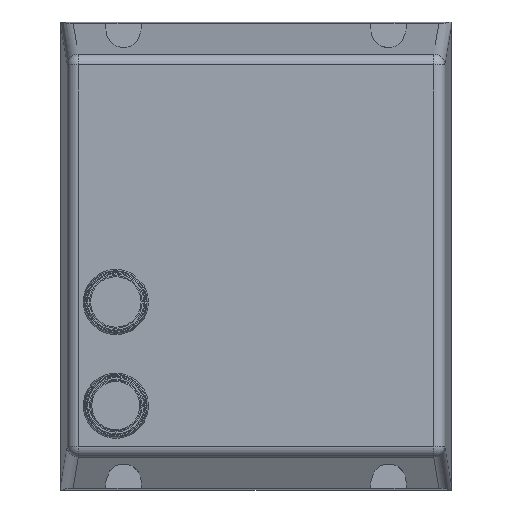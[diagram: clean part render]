
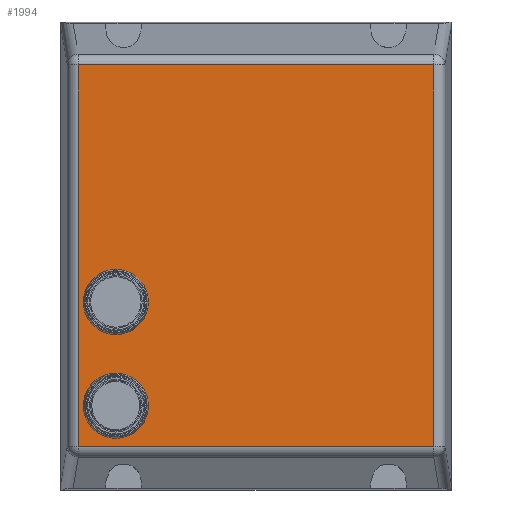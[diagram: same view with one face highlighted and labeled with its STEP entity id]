
A CAD part, top view. The second image highlights one B-rep face of the part: STEP entity #1994.
In plain terms, the highlighted planar face has unit normal (0, 0, 1).
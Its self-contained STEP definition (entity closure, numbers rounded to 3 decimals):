
#1955=CARTESIAN_POINT('',(-1.,-90.423,151.5));
#1956=DIRECTION('',(0.0,0.0,1.0));
#1957=DIRECTION('',(1.0,0.0,0.0));
#1958=AXIS2_PLACEMENT_3D('',#1955,#1956,#1957);
#1959=PLANE('',#1958);
#1960=CARTESIAN_POINT('',(168.029,86.374,151.5));
#1961=VERTEX_POINT('',#1960);
#1962=CARTESIAN_POINT('',(168.029,-86.374,151.5));
#1963=VERTEX_POINT('',#1962);
#1964=CARTESIAN_POINT('',(168.029,86.374,151.5));
#1965=DIRECTION('',(0.0,-1.0,0.0));
#1966=VECTOR('',#1965,172.747);
#1967=LINE('',#1964,#1966);
#1968=EDGE_CURVE('',#1961,#1963,#1967,.T.);
#1969=ORIENTED_EDGE('',*,*,#1968,.F.);
#1970=CARTESIAN_POINT('',(6.971,86.374,151.5));
#1971=VERTEX_POINT('',#1970);
#1972=CARTESIAN_POINT('',(6.971,86.374,151.5));
#1973=DIRECTION('',(1.0,0.0,0.0));
#1974=VECTOR('',#1973,161.057);
#1975=LINE('',#1972,#1974);
#1976=EDGE_CURVE('',#1971,#1961,#1975,.T.);
#1977=ORIENTED_EDGE('',*,*,#1976,.F.);
#1978=CARTESIAN_POINT('',(6.971,-86.374,151.5));
#1979=VERTEX_POINT('',#1978);
#1980=CARTESIAN_POINT('',(6.971,-86.374,151.5));
#1981=DIRECTION('',(0.0,1.0,0.0));
#1982=VECTOR('',#1981,172.747);
#1983=LINE('',#1980,#1982);
#1984=EDGE_CURVE('',#1979,#1971,#1983,.T.);
#1985=ORIENTED_EDGE('',*,*,#1984,.F.);
#1986=CARTESIAN_POINT('',(168.029,-86.374,151.5));
#1987=DIRECTION('',(-1.0,0.0,0.0));
#1988=VECTOR('',#1987,161.057);
#1989=LINE('',#1986,#1988);
#1990=EDGE_CURVE('',#1963,#1979,#1989,.T.);
#1991=ORIENTED_EDGE('',*,*,#1990,.F.);
#1992=EDGE_LOOP('',(#1969,#1977,#1985,#1991));
#1993=FACE_OUTER_BOUND('',#1992,.T.);
#1994=ADVANCED_FACE('',(#1993),#1959,.T.);
